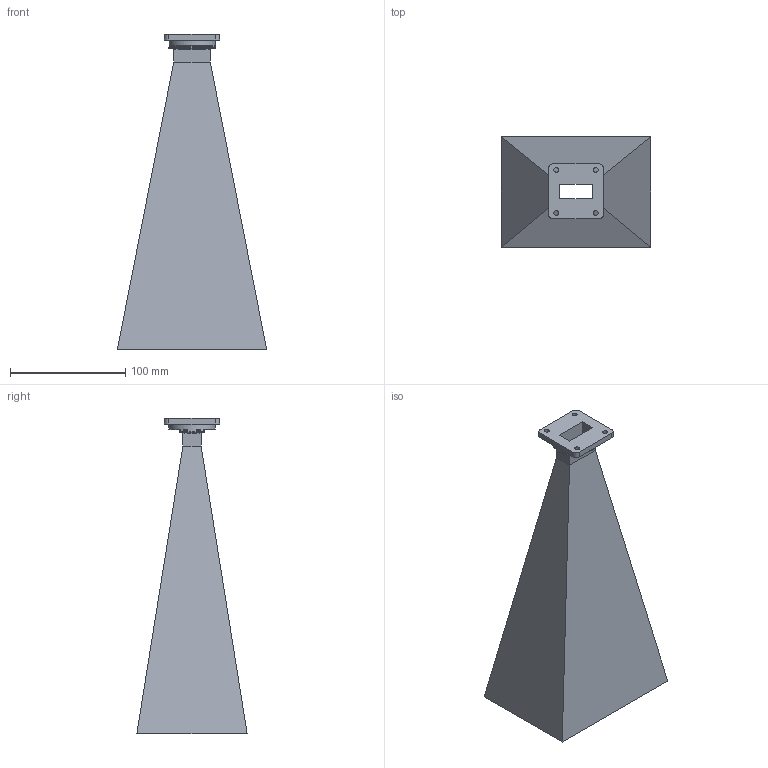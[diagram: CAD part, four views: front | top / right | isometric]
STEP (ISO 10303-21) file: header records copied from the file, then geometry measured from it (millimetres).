
FILE_DESCRIPTION (( 'STEP AP203' ), '1' );
FILE_NAME ('SH1112-20_3D.step', '2020-11-02T19:27:31', ( '' ), ( '' ), 'SwSTEP 2.0', 'SolidWorks 2018', '' );
FILE_SCHEMA (( 'CONFIG_CONTROL_DESIGN' ));
Length unit declared in the file: inch
Products named in the file (1): SH1112-20_3D
Bounding box: 129.55 x 95.75 x 273.81 mm (x, y, z)
Volume: 126418.4 mm3; surface area: 144567.6 mm2
Topology: 1 solids, 1 shells, 254 faces, 597 edges, 311 vertices
Faces by surface type: cylinder 109, plane 60, torus 37, sphere 36, bspline 12
Full cylindrical faces by diameter (mm): 4.166 x4, 40.64 x1
Entity records: 7339 total; most frequent: CARTESIAN_POINT 1643, DIRECTION 1282, ORIENTED_EDGE 1108, EDGE_CURVE 554, AXIS2_PLACEMENT_3D 513, VERTEX_POINT 310, EDGE_LOOP 272, CIRCLE 270
